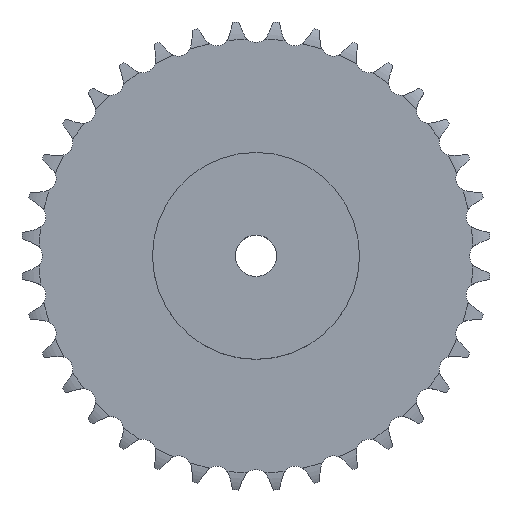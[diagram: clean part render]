
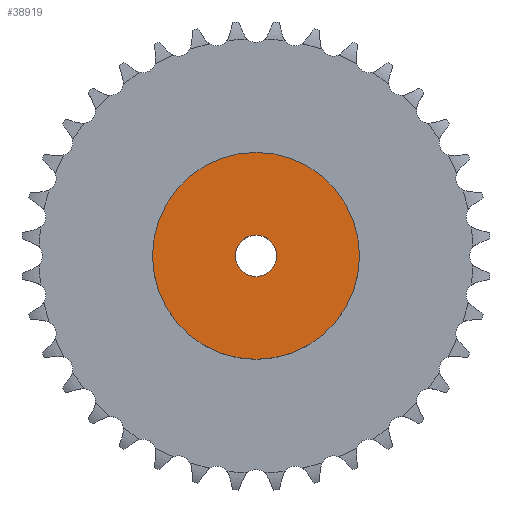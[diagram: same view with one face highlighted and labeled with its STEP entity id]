
A CAD part, top view. The second image highlights one B-rep face of the part: STEP entity #38919.
In plain terms, the highlighted planar face has unit normal (0, 0, 1).
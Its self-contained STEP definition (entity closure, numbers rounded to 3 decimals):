
#4473 = CYLINDRICAL_SURFACE('',#4474,50.);
#4474 = AXIS2_PLACEMENT_3D('',#4475,#4476,#4477);
#4475 = CARTESIAN_POINT('',(0.,0.,0.));
#4476 = DIRECTION('',(-0.,-0.,-1.));
#4477 = DIRECTION('',(1.,0.,0.));
#24488 = VERTEX_POINT('',#24489);
#24489 = CARTESIAN_POINT('',(50.,0.,40.));
#24510 = EDGE_CURVE('',#24488,#24488,#24511,.T.);
#24511 = SURFACE_CURVE('',#24512,(#24517,#24524),.PCURVE_S1.);
#24512 = CIRCLE('',#24513,50.);
#24513 = AXIS2_PLACEMENT_3D('',#24514,#24515,#24516);
#24514 = CARTESIAN_POINT('',(0.,0.,40.));
#24515 = DIRECTION('',(0.,0.,1.));
#24516 = DIRECTION('',(1.,0.,0.));
#24517 = PCURVE('',#4473,#24518);
#24518 = DEFINITIONAL_REPRESENTATION('',(#24519),#24523);
#24519 = LINE('',#24520,#24521);
#24520 = CARTESIAN_POINT('',(-0.,-40.));
#24521 = VECTOR('',#24522,1.);
#24522 = DIRECTION('',(-1.,0.));
#24523 = ( GEOMETRIC_REPRESENTATION_CONTEXT(2) 
PARAMETRIC_REPRESENTATION_CONTEXT() REPRESENTATION_CONTEXT('2D SPACE',''
  ) );
#24524 = PCURVE('',#24525,#24530);
#24525 = PLANE('',#24526);
#24526 = AXIS2_PLACEMENT_3D('',#24527,#24528,#24529);
#24527 = CARTESIAN_POINT('',(0.,0.,40.)
  );
#24528 = DIRECTION('',(0.,0.,1.));
#24529 = DIRECTION('',(1.,0.,0.));
#24530 = DEFINITIONAL_REPRESENTATION('',(#24531),#24535);
#24531 = CIRCLE('',#24532,50.);
#24532 = AXIS2_PLACEMENT_2D('',#24533,#24534);
#24533 = CARTESIAN_POINT('',(0.,0.));
#24534 = DIRECTION('',(1.,0.));
#24535 = ( GEOMETRIC_REPRESENTATION_CONTEXT(2) 
PARAMETRIC_REPRESENTATION_CONTEXT() REPRESENTATION_CONTEXT('2D SPACE',''
  ) );
#32993 = CYLINDRICAL_SURFACE('',#32994,10.);
#32994 = AXIS2_PLACEMENT_3D('',#32995,#32996,#32997);
#32995 = CARTESIAN_POINT('',(0.,0.,340.766));
#32996 = DIRECTION('',(0.,0.,1.));
#32997 = DIRECTION('',(1.,0.,0.));
#38919 = ADVANCED_FACE('',(#38920,#38923),#24525,.T.);
#38920 = FACE_BOUND('',#38921,.T.);
#38921 = EDGE_LOOP('',(#38922));
#38922 = ORIENTED_EDGE('',*,*,#24510,.T.);
#38923 = FACE_BOUND('',#38924,.T.);
#38924 = EDGE_LOOP('',(#38925));
#38925 = ORIENTED_EDGE('',*,*,#38926,.F.);
#38926 = EDGE_CURVE('',#38927,#38927,#38929,.T.);
#38927 = VERTEX_POINT('',#38928);
#38928 = CARTESIAN_POINT('',(10.,0.,40.));
#38929 = SURFACE_CURVE('',#38930,(#38935,#38942),.PCURVE_S1.);
#38930 = CIRCLE('',#38931,10.);
#38931 = AXIS2_PLACEMENT_3D('',#38932,#38933,#38934);
#38932 = CARTESIAN_POINT('',(0.,0.,40.));
#38933 = DIRECTION('',(0.,0.,1.));
#38934 = DIRECTION('',(1.,0.,0.));
#38935 = PCURVE('',#24525,#38936);
#38936 = DEFINITIONAL_REPRESENTATION('',(#38937),#38941);
#38937 = CIRCLE('',#38938,10.);
#38938 = AXIS2_PLACEMENT_2D('',#38939,#38940);
#38939 = CARTESIAN_POINT('',(0.,0.));
#38940 = DIRECTION('',(1.,0.));
#38941 = ( GEOMETRIC_REPRESENTATION_CONTEXT(2) 
PARAMETRIC_REPRESENTATION_CONTEXT() REPRESENTATION_CONTEXT('2D SPACE',''
  ) );
#38942 = PCURVE('',#32993,#38943);
#38943 = DEFINITIONAL_REPRESENTATION('',(#38944),#38948);
#38944 = LINE('',#38945,#38946);
#38945 = CARTESIAN_POINT('',(0.,-300.766));
#38946 = VECTOR('',#38947,1.);
#38947 = DIRECTION('',(1.,0.));
#38948 = ( GEOMETRIC_REPRESENTATION_CONTEXT(2) 
PARAMETRIC_REPRESENTATION_CONTEXT() REPRESENTATION_CONTEXT('2D SPACE',''
  ) );
